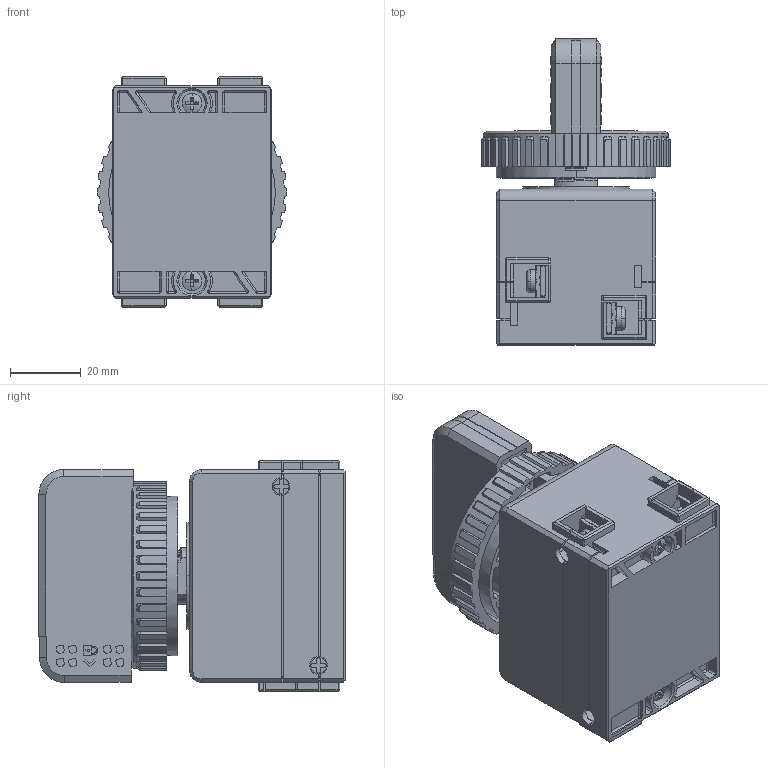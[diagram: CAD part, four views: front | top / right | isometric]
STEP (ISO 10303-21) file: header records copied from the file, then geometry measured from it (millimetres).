
FILE_DESCRIPTION((''),'2;1');
FILE_NAME('1234','2023-07-20T',('jian.shi'),(''),'PRO/ENGINEER BY PARAMETRIC TECHNOLOGY CORPORATION, 2015440','PRO/ENGINEER BY PARAMETRIC TECHNOLOGY CORPORATION, 2015440','');
FILE_SCHEMA(('CONFIG_CONTROL_DESIGN'));
Products named in the file (1): 1234
Bounding box: 53.4 x 86.3 x 65 mm (x, y, z)
Volume: 144643 mm3; surface area: 46059.3 mm2
Topology: 2 solids, 17 shells, 2890 faces, 7774 edges, 4951 vertices
Faces by surface type: plane 1608, cylinder 676, sphere 166, torus 153, extrusion 150, cone 94, bspline 43
Entity records: 97797 total; most frequent: CARTESIAN_POINT 25951, ORIENTED_EDGE 15508, DIRECTION 14160, EDGE_CURVE 7754, VECTOR 5220, LINE 5070, VERTEX_POINT 4951, AXIS2_PLACEMENT_3D 4470
